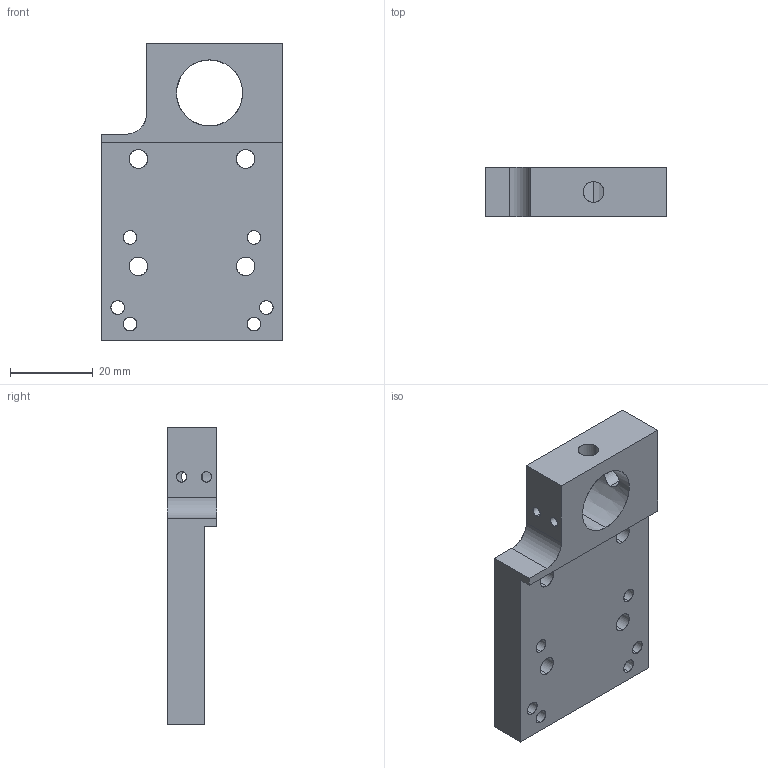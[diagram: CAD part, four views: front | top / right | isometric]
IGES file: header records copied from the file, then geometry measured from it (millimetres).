
Start section: SolidWorks IGES file using analytic representation for surfaces
Global section: file name: plaque extruder.IGS; native system: SolidWorks 2014; preprocessor: SolidWorks 2014; author: Vince P5; date: 180516.231431; units: millimetre
Bounding box: 44 x 12 x 72 mm (x, y, z)
Surface area: 10040.2 mm2 (no closed solid volume)
Topology: 0 solids, 0 shells, 67 faces, 1784 edges, 1778 vertices
Faces by surface type: revolution 53, bspline 14
